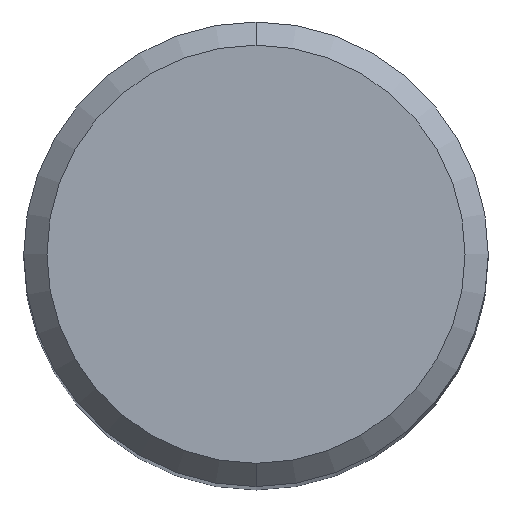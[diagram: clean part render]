
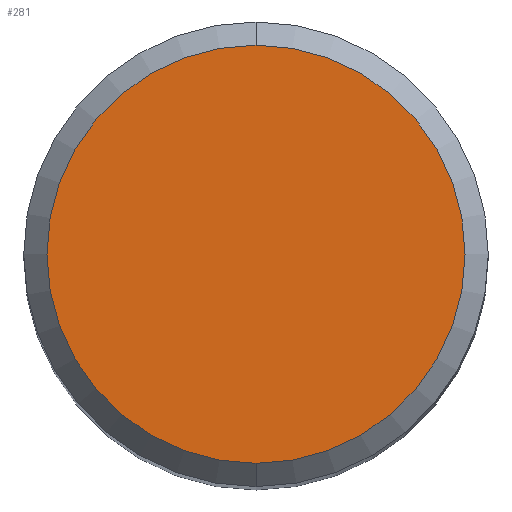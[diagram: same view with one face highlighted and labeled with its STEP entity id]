
A CAD part, top view. The second image highlights one B-rep face of the part: STEP entity #281.
In plain terms, the highlighted planar face has unit normal (0, 0, 1).
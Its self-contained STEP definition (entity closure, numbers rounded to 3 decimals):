
#235=VERTEX_POINT('',#548);
#281=ADVANCED_FACE('',(#595),#596,.T.);
#367=EDGE_CURVE('',#435,#235,#693,.T.);
#433=EDGE_CURVE('',#235,#435,#766,.T.);
#435=VERTEX_POINT('',#768);
#548=CARTESIAN_POINT('',(0.,-5.4,0.0));
#595=FACE_OUTER_BOUND('',#1063,.T.);
#596=PLANE('',#1064);
#693=CIRCLE('',#1220,5.4);
#766=CIRCLE('',#1395,5.4);
#768=CARTESIAN_POINT('',(0.0,5.4,0.0));
#1063=EDGE_LOOP('',(#1597,#1598));
#1064=AXIS2_PLACEMENT_3D('',#1599,#1600,#1601);
#1220=AXIS2_PLACEMENT_3D('',#1742,#1743,#1744);
#1395=AXIS2_PLACEMENT_3D('',#1821,#1822,#1823);
#1597=ORIENTED_EDGE('',*,*,#367,.F.);
#1598=ORIENTED_EDGE('',*,*,#433,.F.);
#1599=CARTESIAN_POINT('',(0.0,2.7,0.0));
#1600=DIRECTION('',(-0.0,0.0,1.0));
#1601=DIRECTION('',(0.0,-1.0,0.0));
#1742=CARTESIAN_POINT('',(0.0,0.0,0.0));
#1743=DIRECTION('',(0.0,0.0,-1.0));
#1744=DIRECTION('',(0.0,1.0,0.0));
#1821=CARTESIAN_POINT('',(0.0,0.0,0.0));
#1822=DIRECTION('',(0.0,0.0,-1.0));
#1823=DIRECTION('',(0.0,1.0,0.0));
